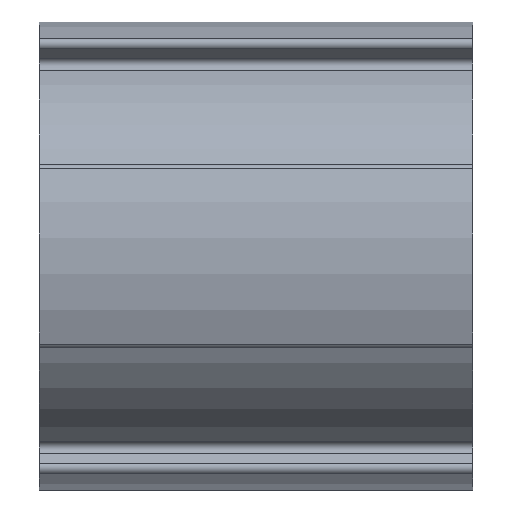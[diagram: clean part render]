
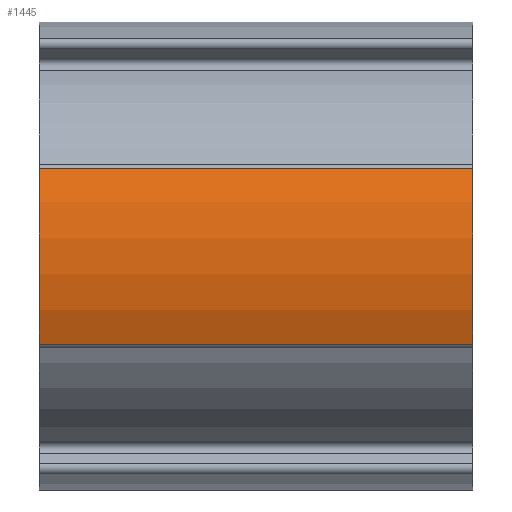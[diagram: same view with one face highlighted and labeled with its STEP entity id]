
A CAD part, left-side view. The second image highlights one B-rep face of the part: STEP entity #1445.
In plain terms, the highlighted cylindrical face has radius 20 mm (diameter 40 mm), a partial arc.
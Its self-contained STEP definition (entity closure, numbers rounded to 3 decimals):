
#100 = LINE ( 'NONE', #2445, #766 ) ;
#141 = VERTEX_POINT ( 'NONE', #2024 ) ;
#233 = DIRECTION ( 'NONE',  ( 0., -1., 0. ) ) ;
#261 = CARTESIAN_POINT ( 'NONE',  ( -18.539, 18.5, -7.504 ) ) ;
#325 = CARTESIAN_POINT ( 'NONE',  ( -18.539, -18.5, -7.504 ) ) ;
#340 = ORIENTED_EDGE ( 'NONE', *, *, #854, .T. ) ;
#373 = DIRECTION ( 'NONE',  ( 0., -1., 0. ) ) ;
#411 = DIRECTION ( 'NONE',  ( -0.927, 0., 0.375 ) ) ;
#451 = EDGE_LOOP ( 'NONE', ( #340, #1773, #2470, #843 ) ) ;
#522 = EDGE_CURVE ( 'NONE', #893, #1184, #100, .T. ) ;
#766 = VECTOR ( 'NONE', #897, 1000. ) ;
#843 = ORIENTED_EDGE ( 'NONE', *, *, #522, .T. ) ;
#854 = EDGE_CURVE ( 'NONE', #1184, #1330, #1710, .T. ) ;
#893 = VERTEX_POINT ( 'NONE', #261 ) ;
#897 = DIRECTION ( 'NONE',  ( 0., -1., 0. ) ) ;
#930 = CARTESIAN_POINT ( 'NONE',  ( -18.539, 18.5, 7.504 ) ) ;
#1002 = CYLINDRICAL_SURFACE ( 'NONE', #1627, 20. ) ;
#1074 = CARTESIAN_POINT ( 'NONE',  ( 0., 18.5, 0. ) ) ;
#1184 = VERTEX_POINT ( 'NONE', #325 ) ;
#1283 = DIRECTION ( 'NONE',  ( 0., 1., 0. ) ) ;
#1330 = VERTEX_POINT ( 'NONE', #1339 ) ;
#1339 = CARTESIAN_POINT ( 'NONE',  ( -18.539, -18.5, 7.504 ) ) ;
#1445 = ADVANCED_FACE ( 'NONE', ( #1615 ), #1002, .T. ) ;
#1482 = DIRECTION ( 'NONE',  ( -0.927, 0., 0.375 ) ) ;
#1615 = FACE_OUTER_BOUND ( 'NONE', #451, .T. ) ;
#1627 = AXIS2_PLACEMENT_3D ( 'NONE', #2187, #233, #411 ) ;
#1710 = CIRCLE ( 'NONE', #2415, 20. ) ;
#1773 = ORIENTED_EDGE ( 'NONE', *, *, #2519, .F. ) ;
#1803 = VECTOR ( 'NONE', #373, 1000. ) ;
#1855 = DIRECTION ( 'NONE',  ( 0., -1., 0. ) ) ;
#2024 = CARTESIAN_POINT ( 'NONE',  ( -18.539, 18.5, 7.504 ) ) ;
#2039 = CARTESIAN_POINT ( 'NONE',  ( 0., -18.5, 0. ) ) ;
#2077 = DIRECTION ( 'NONE',  ( -0.927, 0., 0.375 ) ) ;
#2119 = LINE ( 'NONE', #930, #1803 ) ;
#2187 = CARTESIAN_POINT ( 'NONE',  ( 0., 18.5, 0. ) ) ;
#2392 = EDGE_CURVE ( 'NONE', #141, #893, #2550, .T. ) ;
#2415 = AXIS2_PLACEMENT_3D ( 'NONE', #2039, #1283, #1482 ) ;
#2445 = CARTESIAN_POINT ( 'NONE',  ( -18.539, 18.5, -7.504 ) ) ;
#2467 = AXIS2_PLACEMENT_3D ( 'NONE', #1074, #1855, #2077 ) ;
#2470 = ORIENTED_EDGE ( 'NONE', *, *, #2392, .T. ) ;
#2519 = EDGE_CURVE ( 'NONE', #141, #1330, #2119, .T. ) ;
#2550 = CIRCLE ( 'NONE', #2467, 20. ) ;
